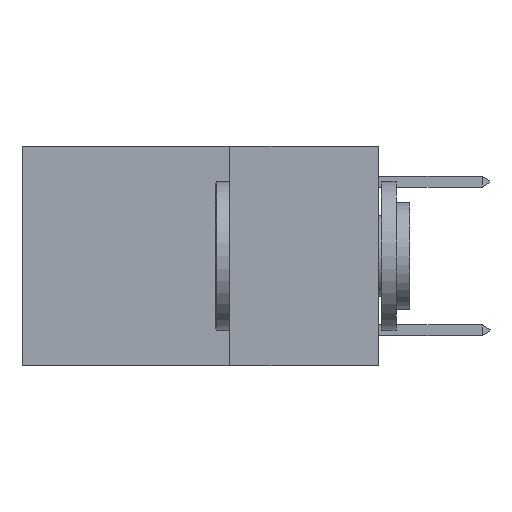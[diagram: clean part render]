
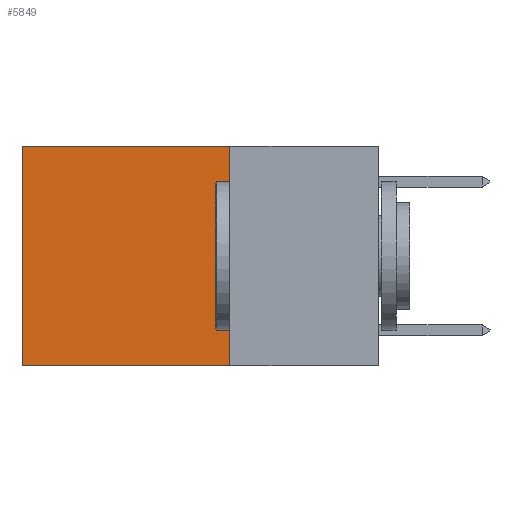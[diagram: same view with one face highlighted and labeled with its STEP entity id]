
A CAD part, left-side view. The second image highlights one B-rep face of the part: STEP entity #5849.
In plain terms, the highlighted planar face has unit normal (-1, 0, 0).
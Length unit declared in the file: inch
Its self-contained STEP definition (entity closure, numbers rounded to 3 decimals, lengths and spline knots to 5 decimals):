
#83 = VECTOR ( 'NONE', #27516, 39.37008 ) ;
#633 = ORIENTED_EDGE ( 'NONE', *, *, #15749, .F. ) ;
#742 = DIRECTION ( 'NONE',  ( 0., 0., -1. ) ) ;
#810 = DIRECTION ( 'NONE',  ( 1., 0., 0. ) ) ;
#814 = CARTESIAN_POINT ( 'NONE',  ( 0.2625, 0.25, 0. ) ) ;
#1010 = PLANE ( 'NONE',  #17124 ) ;
#1716 = EDGE_CURVE ( 'NONE', #29299, #15128, #5612, .T. ) ;
#1802 = ORIENTED_EDGE ( 'NONE', *, *, #1716, .T. ) ;
#2322 = LINE ( 'NONE', #6612, #83 ) ;
#3351 = VECTOR ( 'NONE', #5626, 39.37008 ) ;
#3434 = LINE ( 'NONE', #6639, #3351 ) ;
#5520 = VECTOR ( 'NONE', #28303, 39.37008 ) ;
#5612 = LINE ( 'NONE', #28476, #5520 ) ;
#5626 = DIRECTION ( 'NONE',  ( 0., 1., 0. ) ) ;
#5849 = ADVANCED_FACE ( 'NONE', ( #14307 ), #1010, .F. ) ;
#6612 = CARTESIAN_POINT ( 'NONE',  ( 0.2625, 0.25, 0. ) ) ;
#6639 = CARTESIAN_POINT ( 'NONE',  ( 0.2625, 0.25, -0.37 ) ) ;
#8120 = VERTEX_POINT ( 'NONE', #8673 ) ;
#8533 = ORIENTED_EDGE ( 'NONE', *, *, #22244, .F. ) ;
#8673 = CARTESIAN_POINT ( 'NONE',  ( 0.2625, 0.25, -0.37 ) ) ;
#10006 = EDGE_CURVE ( 'NONE', #15128, #23322, #24172, .T. ) ;
#10641 = CARTESIAN_POINT ( 'NONE',  ( 0.2625, 0.25, 0. ) ) ;
#14013 = ORIENTED_EDGE ( 'NONE', *, *, #10006, .T. ) ;
#14307 = FACE_OUTER_BOUND ( 'NONE', #29915, .T. ) ;
#15128 = VERTEX_POINT ( 'NONE', #17610 ) ;
#15749 = EDGE_CURVE ( 'NONE', #8120, #23322, #3434, .T. ) ;
#17124 = AXIS2_PLACEMENT_3D ( 'NONE', #814, #810, #742 ) ;
#17610 = CARTESIAN_POINT ( 'NONE',  ( 0.2625, 0.6, 0. ) ) ;
#20311 = DIRECTION ( 'NONE',  ( 0., 0., -1. ) ) ;
#20346 = CARTESIAN_POINT ( 'NONE',  ( 0.2625, 0.6, 0. ) ) ;
#22244 = EDGE_CURVE ( 'NONE', #29299, #8120, #2322, .T. ) ;
#23322 = VERTEX_POINT ( 'NONE', #25711 ) ;
#24172 = LINE ( 'NONE', #20346, #25567 ) ;
#25567 = VECTOR ( 'NONE', #20311, 39.37008 ) ;
#25711 = CARTESIAN_POINT ( 'NONE',  ( 0.2625, 0.6, -0.37 ) ) ;
#27516 = DIRECTION ( 'NONE',  ( 0., 0., -1. ) ) ;
#28303 = DIRECTION ( 'NONE',  ( 0., 1., 0. ) ) ;
#28476 = CARTESIAN_POINT ( 'NONE',  ( 0.2625, 0.25, 0. ) ) ;
#29299 = VERTEX_POINT ( 'NONE', #10641 ) ;
#29915 = EDGE_LOOP ( 'NONE', ( #14013, #633, #8533, #1802 ) ) ;
